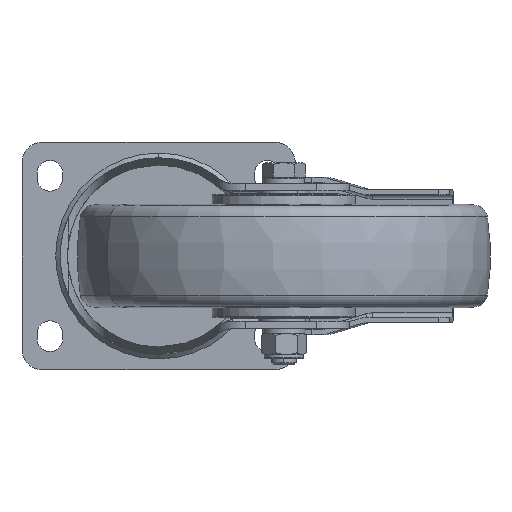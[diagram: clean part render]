
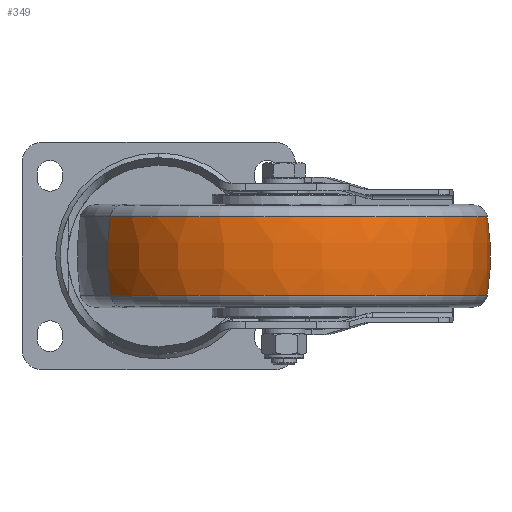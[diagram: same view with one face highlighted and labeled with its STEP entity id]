
A CAD part, front view. The second image highlights one B-rep face of the part: STEP entity #349.
In plain terms, the highlighted toroidal (fillet/blend) face has major radius 10 mm and minor radius 110 mm.
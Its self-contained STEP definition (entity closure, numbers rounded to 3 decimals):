
#349 = ADVANCED_FACE ( 'NONE', ( #23628 ), #21566, .T. ) ;
#892 = ORIENTED_EDGE ( 'NONE', *, *, #4626, .F. ) ;
#998 = CARTESIAN_POINT ( 'NONE',  ( 30.158, -142., -205.759 ) ) ;
#1811 = EDGE_LOOP ( 'NONE', ( #14620, #13366, #1826, #892 ) ) ;
#1826 = ORIENTED_EDGE ( 'NONE', *, *, #17095, .T. ) ;
#1906 = CARTESIAN_POINT ( 'NONE',  ( 38.681, -136.77, -224.613 ) ) ;
#2488 = DIRECTION ( 'NONE',  ( 0.852, 0.523, 0. ) ) ;
#4547 = DIRECTION ( 'NONE',  ( 0.523, -0.852, 0. ) ) ;
#4626 = EDGE_CURVE ( 'NONE', #9357, #23215, #16455, .T. ) ;
#5879 = CARTESIAN_POINT ( 'NONE',  ( 30.158, -142., -224.613 ) ) ;
#6344 = DIRECTION ( 'NONE',  ( -0.852, -0.523, 0. ) ) ;
#6475 = DIRECTION ( 'NONE',  ( 0.852, 0.523, 0. ) ) ;
#6915 = CARTESIAN_POINT ( 'NONE',  ( 114.004, -90.551, -205.759 ) ) ;
#7346 = VERTEX_POINT ( 'NONE', #10929 ) ;
#9357 = VERTEX_POINT ( 'NONE', #18680 ) ;
#9705 = AXIS2_PLACEMENT_3D ( 'NONE', #998, #14042, #10367 ) ;
#9836 = CARTESIAN_POINT ( 'NONE',  ( 114.004, -90.551, -243.466 ) ) ;
#10010 = VERTEX_POINT ( 'NONE', #9836 ) ;
#10367 = DIRECTION ( 'NONE',  ( 0.852, 0.523, 0. ) ) ;
#10771 = CIRCLE ( 'NONE', #20099, 98.372 ) ;
#10929 = CARTESIAN_POINT ( 'NONE',  ( -53.688, -193.449, -243.466 ) ) ;
#12288 = CIRCLE ( 'NONE', #22160, 110. ) ;
#13366 = ORIENTED_EDGE ( 'NONE', *, *, #16806, .T. ) ;
#13392 = CIRCLE ( 'NONE', #23725, 110. ) ;
#13813 = CARTESIAN_POINT ( 'NONE',  ( 30.158, -142., -243.466 ) ) ;
#14042 = DIRECTION ( 'NONE',  ( 0., 0., 1. ) ) ;
#14620 = ORIENTED_EDGE ( 'NONE', *, *, #16629, .F. ) ;
#14954 = DIRECTION ( 'NONE',  ( -0.523, 0.852, 0. ) ) ;
#15767 = DIRECTION ( 'NONE',  ( 0., 0., 1. ) ) ;
#16455 = CIRCLE ( 'NONE', #9705, 98.372 ) ;
#16629 = EDGE_CURVE ( 'NONE', #7346, #9357, #13392, .T. ) ;
#16806 = EDGE_CURVE ( 'NONE', #7346, #10010, #10771, .T. ) ;
#17095 = EDGE_CURVE ( 'NONE', #10010, #23215, #12288, .T. ) ;
#18680 = CARTESIAN_POINT ( 'NONE',  ( -53.688, -193.449, -205.759 ) ) ;
#19080 = DIRECTION ( 'NONE',  ( 0., 0., 1. ) ) ;
#20099 = AXIS2_PLACEMENT_3D ( 'NONE', #13813, #15767, #6475 ) ;
#20171 = AXIS2_PLACEMENT_3D ( 'NONE', #5879, #19080, #21122 ) ;
#20959 = CARTESIAN_POINT ( 'NONE',  ( 21.635, -147.23, -224.613 ) ) ;
#21122 = DIRECTION ( 'NONE',  ( 0.852, 0.523, 0. ) ) ;
#21566 = TOROIDAL_SURFACE ( 'NONE', #20171, -10., 110. ) ;
#22160 = AXIS2_PLACEMENT_3D ( 'NONE', #20959, #4547, #6344 ) ;
#23215 = VERTEX_POINT ( 'NONE', #6915 ) ;
#23628 = FACE_OUTER_BOUND ( 'NONE', #1811, .T. ) ;
#23725 = AXIS2_PLACEMENT_3D ( 'NONE', #1906, #14954, #2488 ) ;
